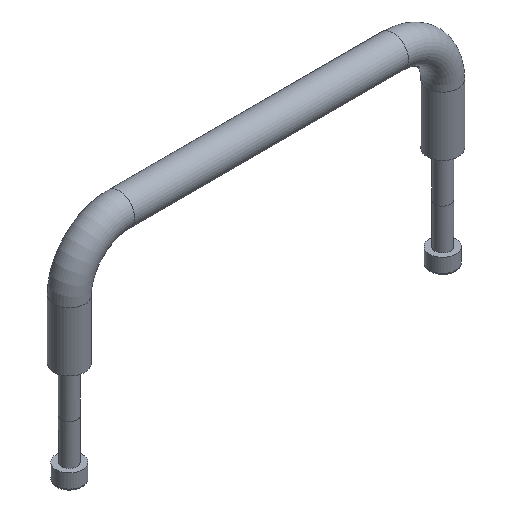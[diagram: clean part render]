
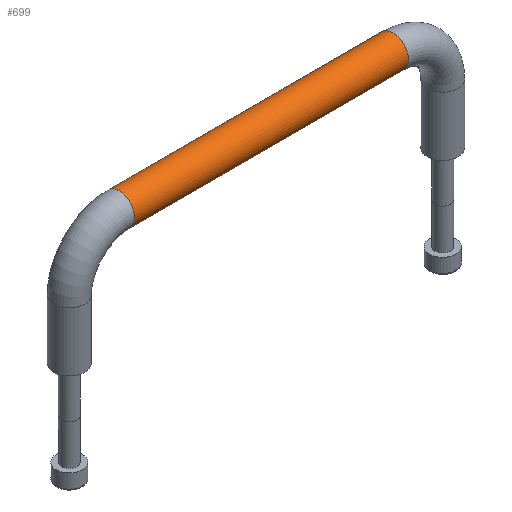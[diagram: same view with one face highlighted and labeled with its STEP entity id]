
A CAD part, isometric view. The second image highlights one B-rep face of the part: STEP entity #699.
In plain terms, the highlighted cylindrical face has radius 5 mm (diameter 10 mm), a full revolution.
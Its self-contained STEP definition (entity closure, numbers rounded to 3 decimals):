
#699=ADVANCED_FACE('',(#745,#746),#747,.T.);
#745=FACE_OUTER_BOUND('',#823,.T.);
#746=FACE_OUTER_BOUND('',#824,.T.);
#747=CYLINDRICAL_SURFACE('',#825,5.0);
#823=EDGE_LOOP('',(#916));
#824=EDGE_LOOP('',(#917));
#825=AXIS2_PLACEMENT_3D('',#918,#919,#920);
#916=ORIENTED_EDGE('',*,*,#1044,.F.);
#917=ORIENTED_EDGE('',*,*,#1048,.T.);
#918=CARTESIAN_POINT('',(0.0,44.0,35.0));
#919=DIRECTION('',(0.0,-1.0,0.0));
#920=DIRECTION('',(0.0,0.0,-1.0));
#1044=EDGE_CURVE('',#1089,#1089,#1090,.T.);
#1048=EDGE_CURVE('',#1097,#1097,#1098,.T.);
#1089=VERTEX_POINT('',#1157);
#1090=CIRCLE('',#1158,5.0);
#1097=VERTEX_POINT('',#1165);
#1098=CIRCLE('',#1166,5.0);
#1157=CARTESIAN_POINT('',(5.0,-44.0,35.0));
#1158=AXIS2_PLACEMENT_3D('',#1322,#1323,#1324);
#1165=CARTESIAN_POINT('',(5.0,44.0,35.0));
#1166=AXIS2_PLACEMENT_3D('',#1334,#1335,#1336);
#1322=CARTESIAN_POINT('',(0.0,-44.0,35.0));
#1323=DIRECTION('',(0.0,-1.0,0.0));
#1324=DIRECTION('',(1.0,0.0,0.0));
#1334=CARTESIAN_POINT('',(0.0,44.0,35.0));
#1335=DIRECTION('',(0.0,-1.0,0.0));
#1336=DIRECTION('',(1.0,0.0,0.0));
